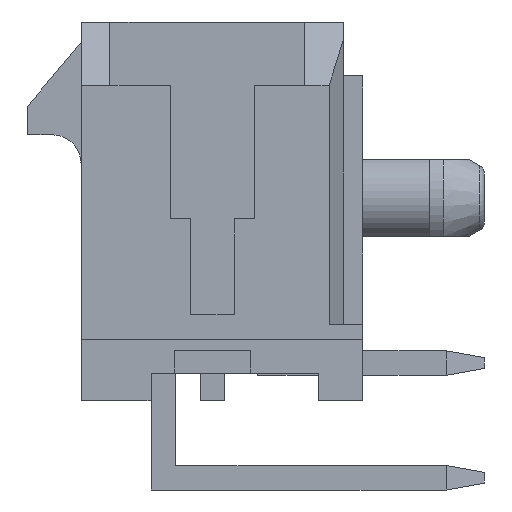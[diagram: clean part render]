
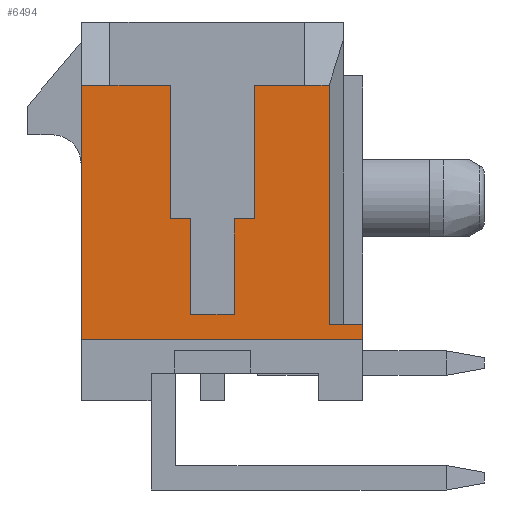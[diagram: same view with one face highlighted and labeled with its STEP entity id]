
A CAD part, left-side view. The second image highlights one B-rep face of the part: STEP entity #6494.
In plain terms, the highlighted planar face has unit normal (-1, 0, 0).
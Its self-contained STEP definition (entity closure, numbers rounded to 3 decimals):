
#1=DIRECTION('',(0.,0.,-1.));
#2=VECTOR('',#1,3.5);
#3=CARTESIAN_POINT('',(-9.325,-1.1,3.3));
#4=LINE('',#3,#2);
#5=DIRECTION('',(0.,1.,0.));
#6=VECTOR('',#5,1.31);
#7=CARTESIAN_POINT('',(-9.325,-2.41,3.3));
#8=LINE('',#7,#6);
#9=DIRECTION('',(0.,-1.,0.));
#10=VECTOR('',#9,0.645);
#11=CARTESIAN_POINT('',(-9.325,-2.41,3.3));
#12=LINE('',#11,#10);
#13=DIRECTION('',(0.,0.,-1.));
#14=VECTOR('',#13,6.26);
#15=CARTESIAN_POINT('',(-9.325,-3.055,3.3));
#16=LINE('',#15,#14);
#17=DIRECTION('',(0.,0.,-1.));
#18=VECTOR('',#17,0.4);
#19=CARTESIAN_POINT('',(-9.325,-3.935,-2.96));
#20=LINE('',#19,#18);
#21=DIRECTION('',(0.,1.,0.));
#22=VECTOR('',#21,7.37);
#23=CARTESIAN_POINT('',(-9.325,-3.935,-3.36));
#24=LINE('',#23,#22);
#25=DIRECTION('',(0.,0.,1.));
#26=VECTOR('',#25,6.66);
#27=CARTESIAN_POINT('',(-9.325,3.435,-3.36));
#28=LINE('',#27,#26);
#29=DIRECTION('',(0.,-1.,0.));
#30=VECTOR('',#29,0.755);
#31=CARTESIAN_POINT('',(-9.325,3.435,3.3));
#32=LINE('',#31,#30);
#33=DIRECTION('',(0.,1.,0.));
#34=VECTOR('',#33,1.58);
#35=CARTESIAN_POINT('',(-9.325,1.1,3.3));
#36=LINE('',#35,#34);
#37=DIRECTION('',(0.,0.,-1.));
#38=VECTOR('',#37,3.5);
#39=CARTESIAN_POINT('',(-9.325,1.1,3.3));
#40=LINE('',#39,#38);
#41=DIRECTION('',(0.,1.,0.));
#42=VECTOR('',#41,0.525);
#43=CARTESIAN_POINT('',(-9.325,0.575,-0.2));
#44=LINE('',#43,#42);
#45=DIRECTION('',(0.,0.,1.));
#46=VECTOR('',#45,2.5);
#47=CARTESIAN_POINT('',(-9.325,0.575,-2.7));
#48=LINE('',#47,#46);
#49=DIRECTION('',(0.,1.,0.));
#50=VECTOR('',#49,1.15);
#51=CARTESIAN_POINT('',(-9.325,-0.575,-2.7));
#52=LINE('',#51,#50);
#53=DIRECTION('',(0.,0.,-1.));
#54=VECTOR('',#53,2.5);
#55=CARTESIAN_POINT('',(-9.325,-0.575,-0.2));
#56=LINE('',#55,#54);
#57=DIRECTION('',(0.,1.,0.));
#58=VECTOR('',#57,0.525);
#59=CARTESIAN_POINT('',(-9.325,-1.1,-0.2));
#60=LINE('',#59,#58);
#4769=DIRECTION('',(0.,1.,0.));
#4770=VECTOR('',#4769,0.88);
#4771=CARTESIAN_POINT('',(-9.325,-3.935,-2.96));
#4772=LINE('',#4771,#4770);
#4962=CARTESIAN_POINT('',(-9.325,3.435,3.3));
#4964=VERTEX_POINT('',#4962);
#5007=CARTESIAN_POINT('',(-9.325,-3.935,-2.96));
#5008=CARTESIAN_POINT('',(-9.325,-3.055,-2.96));
#5009=VERTEX_POINT('',#5007);
#5010=VERTEX_POINT('',#5008);
#5015=CARTESIAN_POINT('',(-9.325,2.68,3.3));
#5016=VERTEX_POINT('',#5015);
#5017=CARTESIAN_POINT('',(-9.325,-2.41,3.3));
#5018=VERTEX_POINT('',#5017);
#5019=CARTESIAN_POINT('',(-9.325,-3.055,3.3));
#5020=VERTEX_POINT('',#5019);
#5235=CARTESIAN_POINT('',(-9.325,-1.1,3.3));
#5236=CARTESIAN_POINT('',(-9.325,-1.1,-0.2));
#5237=VERTEX_POINT('',#5235);
#5238=VERTEX_POINT('',#5236);
#5239=CARTESIAN_POINT('',(-9.325,-0.575,-0.2));
#5240=VERTEX_POINT('',#5239);
#5241=CARTESIAN_POINT('',(-9.325,-0.575,-2.7));
#5242=VERTEX_POINT('',#5241);
#5243=CARTESIAN_POINT('',(-9.325,0.575,-2.7));
#5244=VERTEX_POINT('',#5243);
#5245=CARTESIAN_POINT('',(-9.325,0.575,-0.2));
#5246=VERTEX_POINT('',#5245);
#5247=CARTESIAN_POINT('',(-9.325,1.1,-0.2));
#5248=VERTEX_POINT('',#5247);
#5249=CARTESIAN_POINT('',(-9.325,1.1,3.3));
#5250=VERTEX_POINT('',#5249);
#5885=CARTESIAN_POINT('',(-9.325,-3.935,-3.36));
#5886=CARTESIAN_POINT('',(-9.325,3.435,-3.36));
#5887=VERTEX_POINT('',#5885);
#5888=VERTEX_POINT('',#5886);
#6455=CARTESIAN_POINT('',(-9.325,0.,0.));
#6456=DIRECTION('',(1.,0.,0.));
#6457=DIRECTION('',(0.,0.,-1.));
#6458=AXIS2_PLACEMENT_3D('',#6455,#6456,#6457);
#6459=PLANE('',#6458);
#6461=ORIENTED_EDGE('',*,*,#6460,.F.);
#6463=ORIENTED_EDGE('',*,*,#6462,.F.);
#6465=ORIENTED_EDGE('',*,*,#6464,.T.);
#6467=ORIENTED_EDGE('',*,*,#6466,.T.);
#6469=ORIENTED_EDGE('',*,*,#6468,.F.);
#6471=ORIENTED_EDGE('',*,*,#6470,.T.);
#6473=ORIENTED_EDGE('',*,*,#6472,.T.);
#6475=ORIENTED_EDGE('',*,*,#6474,.T.);
#6477=ORIENTED_EDGE('',*,*,#6476,.T.);
#6479=ORIENTED_EDGE('',*,*,#6478,.F.);
#6481=ORIENTED_EDGE('',*,*,#6480,.T.);
#6483=ORIENTED_EDGE('',*,*,#6482,.F.);
#6485=ORIENTED_EDGE('',*,*,#6484,.F.);
#6487=ORIENTED_EDGE('',*,*,#6486,.F.);
#6489=ORIENTED_EDGE('',*,*,#6488,.F.);
#6491=ORIENTED_EDGE('',*,*,#6490,.F.);
#6492=EDGE_LOOP('',(#6461,#6463,#6465,#6467,#6469,#6471,#6473,#6475,#6477,#6479,
#6481,#6483,#6485,#6487,#6489,#6491));
#6493=FACE_OUTER_BOUND('',#6492,.F.);
#6494=ADVANCED_FACE('',(#6493),#6459,.F.);
#6460=EDGE_CURVE('',#5237,#5238,#4,.T.);
#6462=EDGE_CURVE('',#5018,#5237,#8,.T.);
#6464=EDGE_CURVE('',#5018,#5020,#12,.T.);
#6466=EDGE_CURVE('',#5020,#5010,#16,.T.);
#6468=EDGE_CURVE('',#5009,#5010,#4772,.T.);
#6470=EDGE_CURVE('',#5009,#5887,#20,.T.);
#6472=EDGE_CURVE('',#5887,#5888,#24,.T.);
#6474=EDGE_CURVE('',#5888,#4964,#28,.T.);
#6476=EDGE_CURVE('',#4964,#5016,#32,.T.);
#6478=EDGE_CURVE('',#5250,#5016,#36,.T.);
#6480=EDGE_CURVE('',#5250,#5248,#40,.T.);
#6482=EDGE_CURVE('',#5246,#5248,#44,.T.);
#6484=EDGE_CURVE('',#5244,#5246,#48,.T.);
#6486=EDGE_CURVE('',#5242,#5244,#52,.T.);
#6488=EDGE_CURVE('',#5240,#5242,#56,.T.);
#6490=EDGE_CURVE('',#5238,#5240,#60,.T.);
